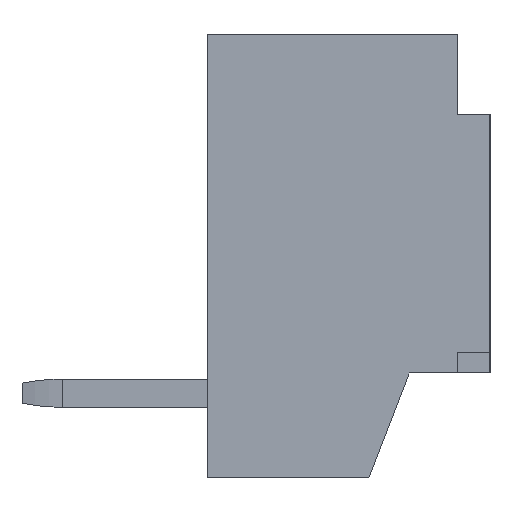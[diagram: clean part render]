
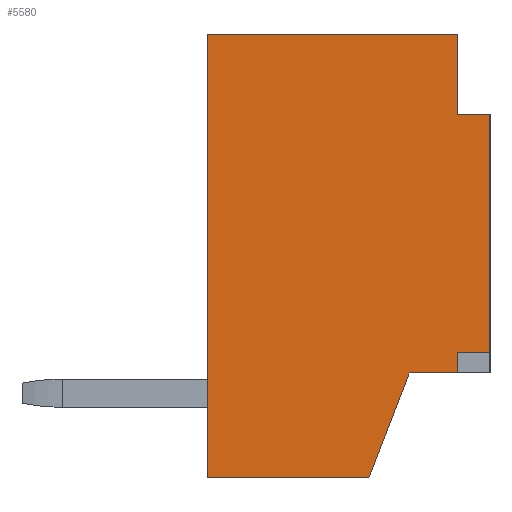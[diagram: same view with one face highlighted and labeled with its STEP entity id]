
A CAD part, left-side view. The second image highlights one B-rep face of the part: STEP entity #5580.
In plain terms, the highlighted planar face has unit normal (-1, 0, 0).
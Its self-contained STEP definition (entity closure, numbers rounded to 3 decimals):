
#9=DIRECTION('',(0.,-1.,0.));
#10=VECTOR('',#9,2.);
#11=CARTESIAN_POINT('',(-7.75,1.75,-2.75));
#12=LINE('',#11,#10);
#25=DIRECTION('',(0.,0.,1.));
#26=VECTOR('',#25,0.25);
#27=CARTESIAN_POINT('',(-7.75,-1.35,-1.45));
#28=LINE('',#27,#26);
#29=DIRECTION('',(0.,1.,0.));
#30=VECTOR('',#29,0.6);
#31=CARTESIAN_POINT('',(-7.75,-1.35,-1.45));
#32=LINE('',#31,#30);
#33=DIRECTION('',(0.,-0.359,0.933));
#34=VECTOR('',#33,1.393);
#35=CARTESIAN_POINT('',(-7.75,-0.25,-2.75));
#36=LINE('',#35,#34);
#37=DIRECTION('',(0.,0.,1.));
#38=VECTOR('',#37,5.5);
#39=CARTESIAN_POINT('',(-7.75,1.75,-2.75));
#40=LINE('',#39,#38);
#41=DIRECTION('',(0.,0.,-1.));
#42=VECTOR('',#41,1.);
#43=CARTESIAN_POINT('',(-7.75,-1.35,2.75));
#44=LINE('',#43,#42);
#45=DIRECTION('',(0.,1.,0.));
#46=VECTOR('',#45,0.4);
#47=CARTESIAN_POINT('',(-7.75,-1.75,1.75));
#48=LINE('',#47,#46);
#49=DIRECTION('',(0.,1.,0.));
#50=VECTOR('',#49,0.4);
#51=CARTESIAN_POINT('',(-7.75,-1.75,-1.2));
#52=LINE('',#51,#50);
#221=DIRECTION('',(0.,0.,1.));
#222=VECTOR('',#221,2.95);
#223=CARTESIAN_POINT('',(-7.75,-1.75,-1.2));
#224=LINE('',#223,#222);
#313=DIRECTION('',(0.,-1.,0.));
#314=VECTOR('',#313,3.1);
#315=CARTESIAN_POINT('',(-7.75,1.75,2.75));
#316=LINE('',#315,#314);
#4221=CARTESIAN_POINT('',(-7.75,1.75,-2.75));
#4222=CARTESIAN_POINT('',(-7.75,1.75,2.75));
#4223=VERTEX_POINT('',#4221);
#4224=VERTEX_POINT('',#4222);
#4253=CARTESIAN_POINT('',(-7.75,-1.75,1.75));
#4254=CARTESIAN_POINT('',(-7.75,-1.35,1.75));
#4255=VERTEX_POINT('',#4253);
#4256=VERTEX_POINT('',#4254);
#4269=CARTESIAN_POINT('',(-7.75,-1.35,2.75));
#4270=VERTEX_POINT('',#4269);
#4779=CARTESIAN_POINT('',(-7.75,-0.25,-2.75));
#4781=VERTEX_POINT('',#4779);
#4787=CARTESIAN_POINT('',(-7.75,-0.75,-1.45));
#4788=VERTEX_POINT('',#4787);
#4895=CARTESIAN_POINT('',(-7.75,-1.35,-1.45));
#4896=CARTESIAN_POINT('',(-7.75,-1.35,-1.2));
#4897=VERTEX_POINT('',#4895);
#4898=VERTEX_POINT('',#4896);
#4899=CARTESIAN_POINT('',(-7.75,-1.75,-1.2));
#4900=VERTEX_POINT('',#4899);
#5555=CARTESIAN_POINT('',(-7.75,1.75,-2.75));
#5556=DIRECTION('',(-1.,0.,0.));
#5557=DIRECTION('',(0.,-1.,0.));
#5558=AXIS2_PLACEMENT_3D('',#5555,#5556,#5557);
#5559=PLANE('',#5558);
#5561=ORIENTED_EDGE('',*,*,#5560,.F.);
#5563=ORIENTED_EDGE('',*,*,#5562,.T.);
#5564=ORIENTED_EDGE('',*,*,#5531,.F.);
#5565=ORIENTED_EDGE('',*,*,#5504,.F.);
#5567=ORIENTED_EDGE('',*,*,#5566,.T.);
#5569=ORIENTED_EDGE('',*,*,#5568,.T.);
#5571=ORIENTED_EDGE('',*,*,#5570,.T.);
#5573=ORIENTED_EDGE('',*,*,#5572,.F.);
#5575=ORIENTED_EDGE('',*,*,#5574,.F.);
#5577=ORIENTED_EDGE('',*,*,#5576,.T.);
#5578=EDGE_LOOP('',(#5561,#5563,#5564,#5565,#5567,#5569,#5571,#5573,#5575,
#5577));
#5579=FACE_OUTER_BOUND('',#5578,.F.);
#5580=ADVANCED_FACE('',(#5579),#5559,.T.);
#5504=EDGE_CURVE('',#4223,#4781,#12,.T.);
#5531=EDGE_CURVE('',#4781,#4788,#36,.T.);
#5560=EDGE_CURVE('',#4897,#4898,#28,.T.);
#5562=EDGE_CURVE('',#4897,#4788,#32,.T.);
#5566=EDGE_CURVE('',#4223,#4224,#40,.T.);
#5568=EDGE_CURVE('',#4224,#4270,#316,.T.);
#5570=EDGE_CURVE('',#4270,#4256,#44,.T.);
#5572=EDGE_CURVE('',#4255,#4256,#48,.T.);
#5574=EDGE_CURVE('',#4900,#4255,#224,.T.);
#5576=EDGE_CURVE('',#4900,#4898,#52,.T.);
